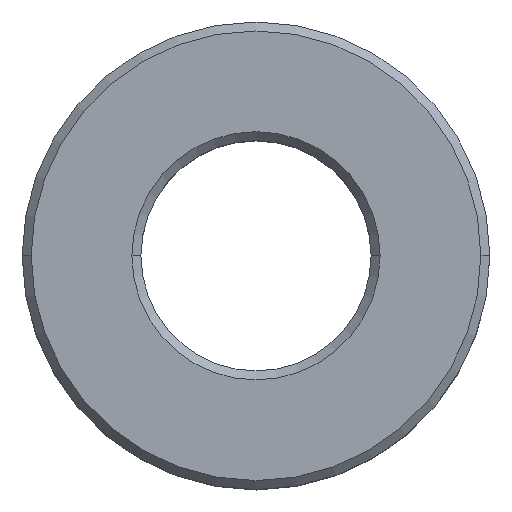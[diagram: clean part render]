
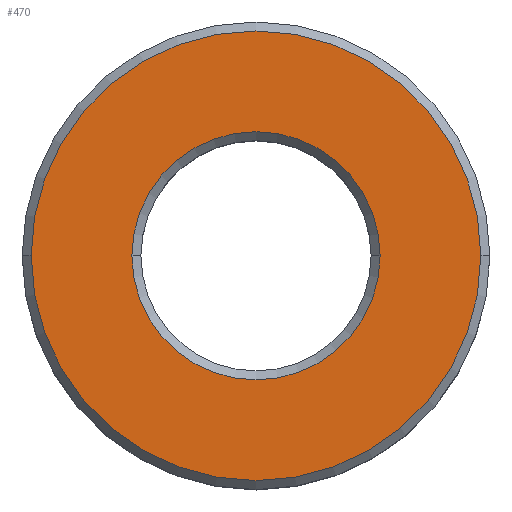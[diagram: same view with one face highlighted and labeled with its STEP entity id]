
A CAD part, top view. The second image highlights one B-rep face of the part: STEP entity #470.
In plain terms, the highlighted planar face has unit normal (0, 0, 1).
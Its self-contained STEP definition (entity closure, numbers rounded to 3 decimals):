
#266=EDGE_CURVE('',#544,#350,#635,.T.);
#290=VERTEX_POINT('',#662);
#350=VERTEX_POINT('',#731);
#364=EDGE_CURVE('',#472,#290,#746,.T.);
#406=EDGE_CURVE('',#290,#472,#792,.T.);
#460=EDGE_CURVE('',#350,#544,#856,.T.);
#470=ADVANCED_FACE('',(#866,#867),#868,.T.);
#472=VERTEX_POINT('',#870);
#544=VERTEX_POINT('',#955);
#635=CIRCLE('',#1068,6.25);
#662=CARTESIAN_POINT('',(-3.45,0.,7.0));
#731=CARTESIAN_POINT('',(-6.25,0.,7.0));
#746=CIRCLE('',#1210,3.45);
#792=CIRCLE('',#1268,3.45);
#856=CIRCLE('',#1350,6.25);
#866=FACE_OUTER_BOUND('',#1364,.T.);
#867=FACE_BOUND('',#1365,.T.);
#868=PLANE('',#1366);
#870=CARTESIAN_POINT('',(3.45,0.0,7.0));
#955=CARTESIAN_POINT('',(6.25,0.,7.0));
#1068=AXIS2_PLACEMENT_3D('',#1563,#1564,#1565);
#1210=AXIS2_PLACEMENT_3D('',#1689,#1690,#1691);
#1268=AXIS2_PLACEMENT_3D('',#1742,#1743,#1744);
#1350=AXIS2_PLACEMENT_3D('',#1838,#1839,#1840);
#1364=EDGE_LOOP('',(#1849,#1850));
#1365=EDGE_LOOP('',(#1851,#1852));
#1366=AXIS2_PLACEMENT_3D('',#1853,#1854,#1855);
#1563=CARTESIAN_POINT('',(0.0,0.,7.0));
#1564=DIRECTION('',(0.0,0.,-1.0));
#1565=DIRECTION('',(1.0,0.0,0.0));
#1689=CARTESIAN_POINT('',(0.0,0.0,7.0));
#1690=DIRECTION('',(0.0,0.,-1.0));
#1691=DIRECTION('',(1.0,0.0,0.0));
#1742=CARTESIAN_POINT('',(0.0,0.0,7.0));
#1743=DIRECTION('',(0.0,0.,-1.0));
#1744=DIRECTION('',(1.0,0.0,0.0));
#1838=CARTESIAN_POINT('',(0.0,0.,7.0));
#1839=DIRECTION('',(0.0,0.,-1.0));
#1840=DIRECTION('',(1.0,0.0,0.0));
#1849=ORIENTED_EDGE('',*,*,#266,.F.);
#1850=ORIENTED_EDGE('',*,*,#460,.F.);
#1851=ORIENTED_EDGE('',*,*,#364,.T.);
#1852=ORIENTED_EDGE('',*,*,#406,.T.);
#1853=CARTESIAN_POINT('',(4.85,0.,7.0));
#1854=DIRECTION('',(0.,0.,1.0));
#1855=DIRECTION('',(-1.0,0.,0.));
